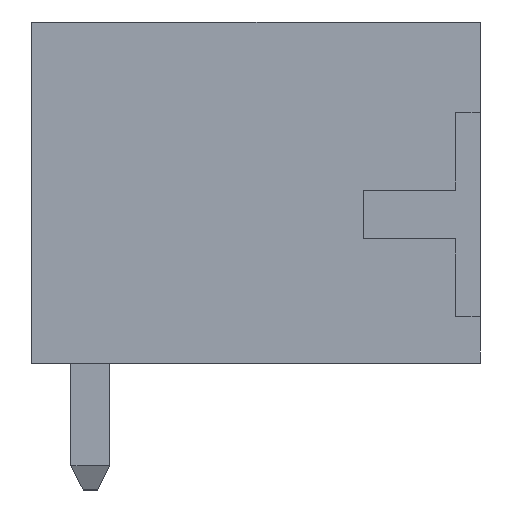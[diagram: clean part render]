
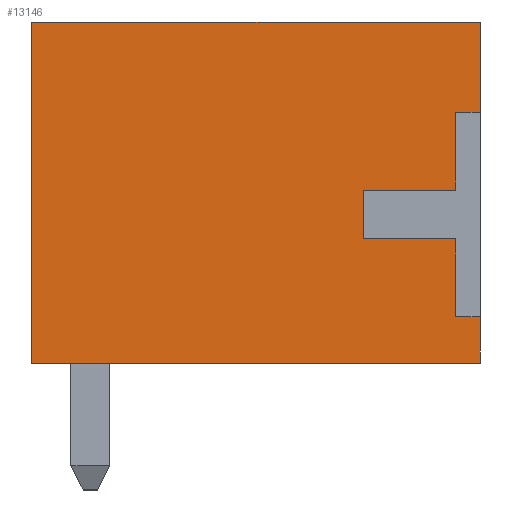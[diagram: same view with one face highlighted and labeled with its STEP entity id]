
A CAD part, left-side view. The second image highlights one B-rep face of the part: STEP entity #13146.
In plain terms, the highlighted planar face has unit normal (-1, 0, 0).
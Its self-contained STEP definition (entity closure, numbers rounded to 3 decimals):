
#332=ORIENTED_EDGE('',*,*,#4215,.F.);
#333=ORIENTED_EDGE('',*,*,#4216,.F.);
#334=ORIENTED_EDGE('',*,*,#4217,.F.);
#335=ORIENTED_EDGE('',*,*,#4218,.F.);
#336=ORIENTED_EDGE('',*,*,#4219,.F.);
#337=ORIENTED_EDGE('',*,*,#4220,.F.);
#338=ORIENTED_EDGE('',*,*,#4221,.F.);
#339=ORIENTED_EDGE('',*,*,#4222,.T.);
#340=ORIENTED_EDGE('',*,*,#4223,.F.);
#341=ORIENTED_EDGE('',*,*,#4224,.F.);
#342=ORIENTED_EDGE('',*,*,#4225,.T.);
#343=ORIENTED_EDGE('',*,*,#4226,.T.);
#4215=EDGE_CURVE('',#6156,#6157,#7451,.T.);
#4216=EDGE_CURVE('',#6158,#6156,#7452,.T.);
#4217=EDGE_CURVE('',#6159,#6158,#7453,.T.);
#4218=EDGE_CURVE('',#6160,#6159,#7454,.T.);
#4219=EDGE_CURVE('',#6161,#6160,#7455,.T.);
#4220=EDGE_CURVE('',#6162,#6161,#7456,.T.);
#4221=EDGE_CURVE('',#6163,#6162,#7457,.T.);
#4222=EDGE_CURVE('',#6163,#6164,#7458,.T.);
#4223=EDGE_CURVE('',#6165,#6164,#7459,.T.);
#4224=EDGE_CURVE('',#6166,#6165,#7460,.T.);
#4225=EDGE_CURVE('',#6166,#6167,#7461,.T.);
#4226=EDGE_CURVE('',#6167,#6157,#7462,.T.);
#6156=VERTEX_POINT('',#18228);
#6157=VERTEX_POINT('',#18229);
#6158=VERTEX_POINT('',#18231);
#6159=VERTEX_POINT('',#18233);
#6160=VERTEX_POINT('',#18235);
#6161=VERTEX_POINT('',#18237);
#6162=VERTEX_POINT('',#18239);
#6163=VERTEX_POINT('',#18241);
#6164=VERTEX_POINT('',#18243);
#6165=VERTEX_POINT('',#18245);
#6166=VERTEX_POINT('',#18247);
#6167=VERTEX_POINT('',#18249);
#7451=LINE('',#18227,#9239);
#7452=LINE('',#18230,#9240);
#7453=LINE('',#18232,#9241);
#7454=LINE('',#18234,#9242);
#7455=LINE('',#18236,#9243);
#7456=LINE('',#18238,#9244);
#7457=LINE('',#18240,#9245);
#7458=LINE('',#18242,#9246);
#7459=LINE('',#18244,#9247);
#7460=LINE('',#18246,#9248);
#7461=LINE('',#18248,#9249);
#7462=LINE('',#18250,#9250);
#9239=VECTOR('',#14733,1000.);
#9240=VECTOR('',#14734,1000.);
#9241=VECTOR('',#14735,1000.);
#9242=VECTOR('',#14736,1000.);
#9243=VECTOR('',#14737,1000.);
#9244=VECTOR('',#14738,1000.);
#9245=VECTOR('',#14739,1000.);
#9246=VECTOR('',#14740,1000.);
#9247=VECTOR('',#14741,1000.);
#9248=VECTOR('',#14742,1000.);
#9249=VECTOR('',#14743,1000.);
#9250=VECTOR('',#14744,1000.);
#11012=EDGE_LOOP('',(#332,#333,#334,#335,#336,#337,#338,#339,#340,#341,
#342,#343));
#11772=FACE_BOUND('',#11012,.T.);
#12532=PLANE('',#13849);
#13146=ADVANCED_FACE('',(#11772),#12532,.F.);
#13849=AXIS2_PLACEMENT_3D('',#18226,#14731,#14732);
#14731=DIRECTION('',(1.,0.,0.));
#14732=DIRECTION('',(0.,0.,-1.));
#14733=DIRECTION('',(0.,-1.,0.));
#14734=DIRECTION('',(0.,0.,-1.));
#14735=DIRECTION('',(0.,-1.,0.));
#14736=DIRECTION('',(0.,0.,-1.));
#14737=DIRECTION('',(0.,1.,0.));
#14738=DIRECTION('',(0.,0.,-1.));
#14739=DIRECTION('',(0.,1.,0.));
#14740=DIRECTION('',(0.,0.,1.));
#14741=DIRECTION('',(0.,-1.,0.));
#14742=DIRECTION('',(0.,0.,1.));
#14743=DIRECTION('',(0.,-1.,0.));
#14744=DIRECTION('',(0.,0.,1.));
#18226=CARTESIAN_POINT('',(-23.255,9.2,-3.5));
#18227=CARTESIAN_POINT('',(-23.255,0.5,-2.55));
#18228=CARTESIAN_POINT('',(-23.255,0.5,-2.55));
#18229=CARTESIAN_POINT('',(-23.255,0.,-2.55));
#18230=CARTESIAN_POINT('',(-23.255,0.5,-0.95));
#18231=CARTESIAN_POINT('',(-23.255,0.5,-0.95));
#18232=CARTESIAN_POINT('',(-23.255,2.4,-0.95));
#18233=CARTESIAN_POINT('',(-23.255,2.4,-0.95));
#18234=CARTESIAN_POINT('',(-23.255,2.4,0.05));
#18235=CARTESIAN_POINT('',(-23.255,2.4,0.05));
#18236=CARTESIAN_POINT('',(-23.255,0.5,0.05));
#18237=CARTESIAN_POINT('',(-23.255,0.5,0.05));
#18238=CARTESIAN_POINT('',(-23.255,0.5,1.65));
#18239=CARTESIAN_POINT('',(-23.255,0.5,1.65));
#18240=CARTESIAN_POINT('',(-23.255,0.,1.65));
#18241=CARTESIAN_POINT('',(-23.255,0.,1.65));
#18242=CARTESIAN_POINT('',(-23.255,0.,-3.5));
#18243=CARTESIAN_POINT('',(-23.255,0.,3.5));
#18244=CARTESIAN_POINT('',(-23.255,9.2,3.5));
#18245=CARTESIAN_POINT('',(-23.255,9.2,3.5));
#18246=CARTESIAN_POINT('',(-23.255,9.2,-3.5));
#18247=CARTESIAN_POINT('',(-23.255,9.2,-3.5));
#18248=CARTESIAN_POINT('',(-23.255,9.2,-3.5));
#18249=CARTESIAN_POINT('',(-23.255,0.,-3.5));
#18250=CARTESIAN_POINT('',(-23.255,0.,-3.5));
